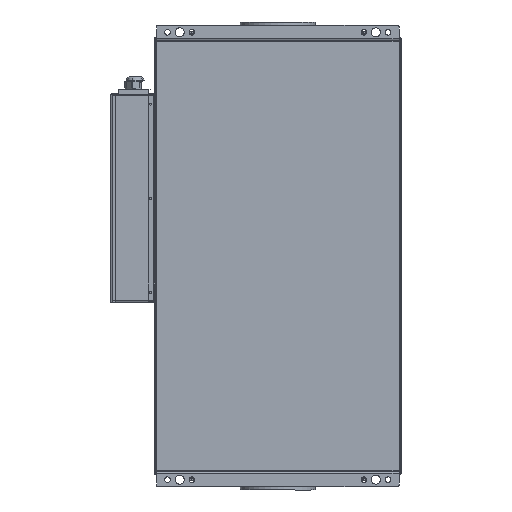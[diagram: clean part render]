
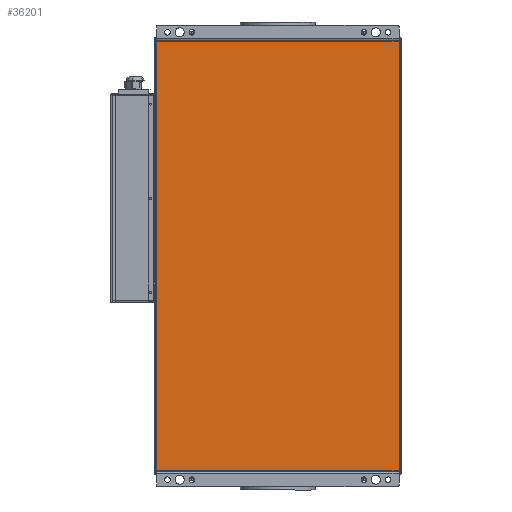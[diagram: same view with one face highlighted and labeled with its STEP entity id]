
A CAD part, front view. The second image highlights one B-rep face of the part: STEP entity #36201.
In plain terms, the highlighted planar face has unit normal (0, -1, 0).
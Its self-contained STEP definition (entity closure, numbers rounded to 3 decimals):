
#801 = VERTEX_POINT ( 'NONE', #30850 ) ;
#4359 = FACE_OUTER_BOUND ( 'NONE', #35937, .T. ) ;
#4484 = VERTEX_POINT ( 'NONE', #28332 ) ;
#4578 = VECTOR ( 'NONE', #21483, 1000. ) ;
#4875 = CARTESIAN_POINT ( 'NONE',  ( -200.901, -173.65, 355. ) ) ;
#4982 = CARTESIAN_POINT ( 'NONE',  ( 200.099, -173.65, 355. ) ) ;
#7713 = DIRECTION ( 'NONE',  ( 0., 0., -1. ) ) ;
#8361 = EDGE_CURVE ( 'NONE', #801, #30842, #19812, .T. ) ;
#11251 = VECTOR ( 'NONE', #33089, 1000. ) ;
#12848 = VERTEX_POINT ( 'NONE', #24649 ) ;
#13561 = CARTESIAN_POINT ( 'NONE',  ( -198.901, -173.65, 353. ) ) ;
#14247 = VECTOR ( 'NONE', #29330, 1000. ) ;
#16065 = CARTESIAN_POINT ( 'NONE',  ( 200.099, -173.65, 353. ) ) ;
#17746 = ORIENTED_EDGE ( 'NONE', *, *, #33025, .T. ) ;
#18652 = LINE ( 'NONE', #4982, #11251 ) ;
#18738 = AXIS2_PLACEMENT_3D ( 'NONE', #4875, #24512, #7713 ) ;
#19812 = LINE ( 'NONE', #16065, #33855 ) ;
#20593 = ORIENTED_EDGE ( 'NONE', *, *, #23822, .T. ) ;
#21483 = DIRECTION ( 'NONE',  ( 0., 0., -1. ) ) ;
#21686 = LINE ( 'NONE', #26524, #14247 ) ;
#23387 = EDGE_CURVE ( 'NONE', #4484, #801, #18652, .T. ) ;
#23822 = EDGE_CURVE ( 'NONE', #30842, #12848, #27018, .T. ) ;
#24512 = DIRECTION ( 'NONE',  ( 0., -1., 0. ) ) ;
#24649 = CARTESIAN_POINT ( 'NONE',  ( -198.901, -173.65, -353. ) ) ;
#26524 = CARTESIAN_POINT ( 'NONE',  ( -198.901, -173.65, -353. ) ) ;
#27018 = LINE ( 'NONE', #35426, #4578 ) ;
#28332 = CARTESIAN_POINT ( 'NONE',  ( 200.099, -173.65, -353. ) ) ;
#29330 = DIRECTION ( 'NONE',  ( 1., 0., 0. ) ) ;
#30219 = ORIENTED_EDGE ( 'NONE', *, *, #8361, .T. ) ;
#30842 = VERTEX_POINT ( 'NONE', #13561 ) ;
#30850 = CARTESIAN_POINT ( 'NONE',  ( 200.099, -173.65, 353. ) ) ;
#32865 = PLANE ( 'NONE',  #18738 ) ;
#32897 = DIRECTION ( 'NONE',  ( -1., 0., 0. ) ) ;
#33025 = EDGE_CURVE ( 'NONE', #12848, #4484, #21686, .T. ) ;
#33089 = DIRECTION ( 'NONE',  ( 0., 0., 1. ) ) ;
#33661 = ORIENTED_EDGE ( 'NONE', *, *, #23387, .T. ) ;
#33855 = VECTOR ( 'NONE', #32897, 1000. ) ;
#35426 = CARTESIAN_POINT ( 'NONE',  ( -198.901, -173.65, -355. ) ) ;
#35937 = EDGE_LOOP ( 'NONE', ( #20593, #17746, #33661, #30219 ) ) ;
#36201 = ADVANCED_FACE ( 'NONE', ( #4359 ), #32865, .T. ) ;
